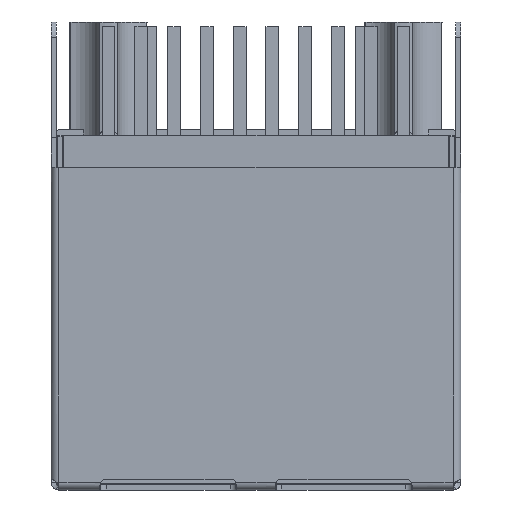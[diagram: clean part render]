
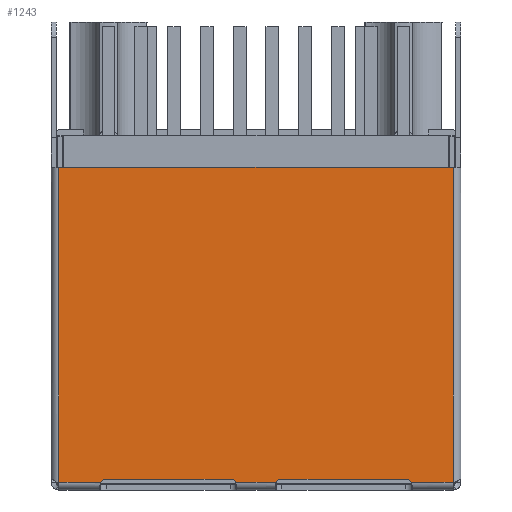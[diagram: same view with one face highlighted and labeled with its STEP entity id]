
A CAD part, left-side view. The second image highlights one B-rep face of the part: STEP entity #1243.
In plain terms, the highlighted face is planar.
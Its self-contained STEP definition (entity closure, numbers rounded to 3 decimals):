
#1243 = ADVANCED_FACE( '', ( #2841 ), #2842, .F. );
#2841 = FACE_OUTER_BOUND( '', #4880, .T. );
#2842 = PLANE( '', #4881 );
#4880 = EDGE_LOOP( '', ( #8602, #8603, #8604, #8605, #8606, #8607, #8608, #8609, #8610, #8611, #8612, #8613 ) );
#4881 = AXIS2_PLACEMENT_3D( '', #8614, #8615, #8616 );
#8602 = ORIENTED_EDGE( '', *, *, #12884, .F. );
#8603 = ORIENTED_EDGE( '', *, *, #13626, .F. );
#8604 = ORIENTED_EDGE( '', *, *, #13223, .F. );
#8605 = ORIENTED_EDGE( '', *, *, #13627, .T. );
#8606 = ORIENTED_EDGE( '', *, *, #12859, .T. );
#8607 = ORIENTED_EDGE( '', *, *, #13628, .F. );
#8608 = ORIENTED_EDGE( '', *, *, #13629, .T. );
#8609 = ORIENTED_EDGE( '', *, *, #13630, .T. );
#8610 = ORIENTED_EDGE( '', *, *, #13623, .T. );
#8611 = ORIENTED_EDGE( '', *, *, #13631, .F. );
#8612 = ORIENTED_EDGE( '', *, *, #13632, .F. );
#8613 = ORIENTED_EDGE( '', *, *, #13633, .F. );
#8614 = CARTESIAN_POINT( '', ( -7.64, 10.95, -6.825 ) );
#8615 = DIRECTION( '', ( 0., -1., 0. ) );
#8616 = DIRECTION( '', ( 0., 0., -1. ) );
#12859 = EDGE_CURVE( '', #15636, #15634, #15637, .T. );
#12884 = EDGE_CURVE( '', #15676, #15678, #15679, .F. );
#13223 = EDGE_CURVE( '', #16238, #16239, #16240, .T. );
#13623 = EDGE_CURVE( '', #16835, #16833, #16836, .T. );
#13626 = EDGE_CURVE( '', #16239, #15676, #16839, .T. );
#13627 = EDGE_CURVE( '', #16238, #15636, #16840, .T. );
#13628 = EDGE_CURVE( '', #16559, #15634, #16841, .T. );
#13629 = EDGE_CURVE( '', #16559, #16842, #16843, .T. );
#13630 = EDGE_CURVE( '', #16842, #16835, #16844, .T. );
#13631 = EDGE_CURVE( '', #16845, #16833, #16846, .T. );
#13632 = EDGE_CURVE( '', #16847, #16845, #16848, .F. );
#13633 = EDGE_CURVE( '', #15678, #16847, #16849, .T. );
#15634 = VERTEX_POINT( '', #19539 );
#15636 = VERTEX_POINT( '', #19541 );
#15637 = LINE( '', #19542, #19543 );
#15676 = VERTEX_POINT( '', #19597 );
#15678 = VERTEX_POINT( '', #19600 );
#15679 = CIRCLE( '', #19601, 0.25 );
#16238 = VERTEX_POINT( '', #20542 );
#16239 = VERTEX_POINT( '', #20543 );
#16240 = LINE( '', #20544, #20545 );
#16559 = VERTEX_POINT( '', #21033 );
#16833 = VERTEX_POINT( '', #21441 );
#16835 = VERTEX_POINT( '', #21444 );
#16836 = CIRCLE( '', #21445, 0.25 );
#16839 = LINE( '', #21449, #21450 );
#16840 = LINE( '', #21451, #21452 );
#16841 = LINE( '', #21453, #21454 );
#16842 = VERTEX_POINT( '', #21455 );
#16843 = CIRCLE( '', #21456, 0.25 );
#16844 = LINE( '', #21457, #21458 );
#16845 = VERTEX_POINT( '', #21459 );
#16846 = LINE( '', #21460, #21461 );
#16847 = VERTEX_POINT( '', #21462 );
#16848 = CIRCLE( '', #21463, 0.25 );
#16849 = LINE( '', #21464, #21465 );
#19539 = CARTESIAN_POINT( '', ( 7.64, 10.95, -6.525 ) );
#19541 = CARTESIAN_POINT( '', ( 7.64, 10.95, 5.675 ) );
#19542 = CARTESIAN_POINT( '', ( 7.64, 10.95, -6.825 ) );
#19543 = VECTOR( '', #23959, 1000. );
#19597 = CARTESIAN_POINT( '', ( -6.013, 10.95, -6.525 ) );
#19600 = CARTESIAN_POINT( '', ( -5.8, 10.95, -6.405 ) );
#19601 = AXIS2_PLACEMENT_3D( '', #23991, #23992, #23993 );
#20542 = CARTESIAN_POINT( '', ( -7.64, 10.95, 5.675 ) );
#20543 = CARTESIAN_POINT( '', ( -7.64, 10.95, -6.525 ) );
#20544 = CARTESIAN_POINT( '', ( -7.64, 10.95, -6.825 ) );
#20545 = VECTOR( '', #24283, 1000. );
#21033 = CARTESIAN_POINT( '', ( 6.013, 10.95, -6.525 ) );
#21441 = CARTESIAN_POINT( '', ( 0.787, 10.95, -6.525 ) );
#21444 = CARTESIAN_POINT( '', ( 1., 10.95, -6.405 ) );
#21445 = AXIS2_PLACEMENT_3D( '', #24688, #24689, #24690 );
#21449 = CARTESIAN_POINT( '', ( -7.64, 10.95, -6.525 ) );
#21450 = VECTOR( '', #24692, 1000. );
#21451 = CARTESIAN_POINT( '', ( -7.64, 10.95, 5.675 ) );
#21452 = VECTOR( '', #24693, 1000. );
#21453 = CARTESIAN_POINT( '', ( -7.64, 10.95, -6.525 ) );
#21454 = VECTOR( '', #24694, 1000. );
#21455 = CARTESIAN_POINT( '', ( 5.8, 10.95, -6.405 ) );
#21456 = AXIS2_PLACEMENT_3D( '', #24695, #24696, #24697 );
#21457 = CARTESIAN_POINT( '', ( -7.64, 10.95, -6.405 ) );
#21458 = VECTOR( '', #24698, 1000. );
#21459 = CARTESIAN_POINT( '', ( -0.787, 10.95, -6.525 ) );
#21460 = CARTESIAN_POINT( '', ( -7.64, 10.95, -6.525 ) );
#21461 = VECTOR( '', #24699, 1000. );
#21462 = CARTESIAN_POINT( '', ( -1., 10.95, -6.405 ) );
#21463 = AXIS2_PLACEMENT_3D( '', #24700, #24701, #24702 );
#21464 = CARTESIAN_POINT( '', ( -7.64, 10.95, -6.405 ) );
#21465 = VECTOR( '', #24703, 1000. );
#23959 = DIRECTION( '', ( 0., 0., -1. ) );
#23991 = CARTESIAN_POINT( '', ( -5.8, 10.95, -6.655 ) );
#23992 = DIRECTION( '', ( 0., -1., 0. ) );
#23993 = DIRECTION( '', ( 0., 0., -1. ) );
#24283 = DIRECTION( '', ( 0., 0., -1. ) );
#24688 = CARTESIAN_POINT( '', ( 1., 10.95, -6.655 ) );
#24689 = DIRECTION( '', ( 0., -1., 0. ) );
#24690 = DIRECTION( '', ( 0., 0., -1. ) );
#24692 = DIRECTION( '', ( 1., 0., 0. ) );
#24693 = DIRECTION( '', ( 1., 0., 0. ) );
#24694 = DIRECTION( '', ( 1., 0., 0. ) );
#24695 = CARTESIAN_POINT( '', ( 5.8, 10.95, -6.655 ) );
#24696 = DIRECTION( '', ( 0., -1., 0. ) );
#24697 = DIRECTION( '', ( 0., 0., -1. ) );
#24698 = DIRECTION( '', ( -1., 0., 0. ) );
#24699 = DIRECTION( '', ( 1., 0., 0. ) );
#24700 = CARTESIAN_POINT( '', ( -1., 10.95, -6.655 ) );
#24701 = DIRECTION( '', ( 0., -1., 0. ) );
#24702 = DIRECTION( '', ( 0., 0., -1. ) );
#24703 = DIRECTION( '', ( 1., 0., 0. ) );
